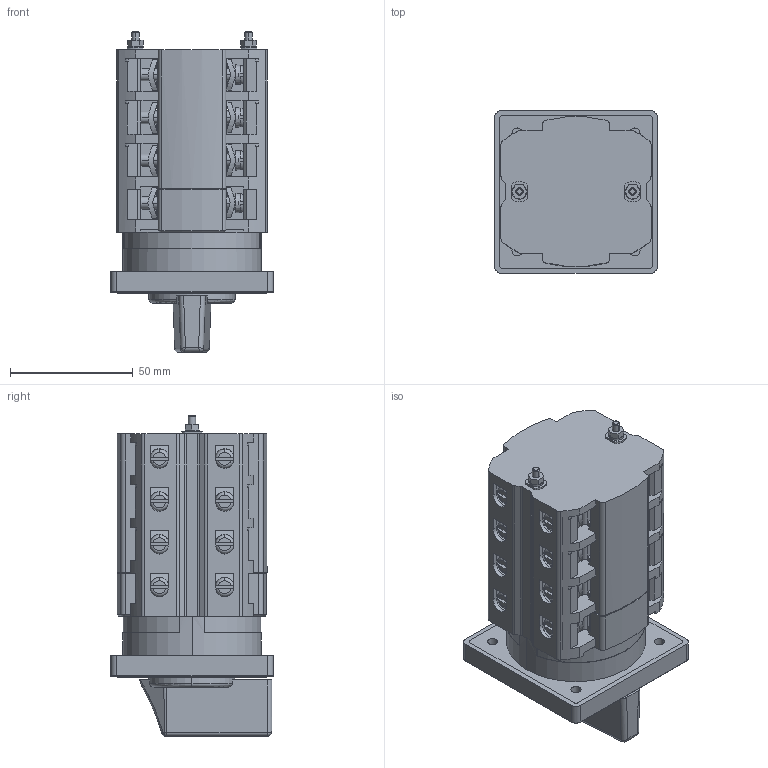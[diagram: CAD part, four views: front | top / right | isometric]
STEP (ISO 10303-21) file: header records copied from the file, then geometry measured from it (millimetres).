
FILE_DESCRIPTION((''),'2;1');
FILE_NAME('GHJ_ASM','2021-10-01T',('marketing.praksa'),('Audax d.o.o.'),'CREO PARAMETRIC BY PTC INC, 2017480','CREO PARAMETRIC BY PTC INC, 2017480','');
FILE_SCHEMA(('AUTOMOTIVE_DESIGN { 1 0 10303 214 1 1 1 1 }'));
Products named in the file (76): SCREW-X2_1_1_1_1_2_1_1_2; SCREW-X2_1_2_1_1_2_1_1_2; SCREW-X2_1_ASM_1_1_2_ASM_1_1_2_ASM; PRT9570_1_1_1_1_2_1_1_2; PRT9570_1_2_1_1_2_1_1_2; PRT9570_1_ASM_1_1_2_ASM_1_1_2_ASM; ELE-SCR_ASM_1_ASM_1_1_2_ASM_1_2_ASM; MEINA_1_1_1_1_2_1_1_2; MEINA_1_2_1_1_2_1_1_2; MEINA_1_ASM_1_1_2_ASM_1_1_2_ASM; PRT9571_1_1_1_1_2_1_1_2; PRT9571_1_2_1_1_2_1_1_2; PRT9571_1_ASM_1_1_2_ASM_1_1_2_ASM; COPPER-TOP_ASM_1_ASM_1_1_2_AS_2_ASM; COPPER-THING_1_1_1_1_2_1_1_2; COPPER-THING_1_2_1_1_2_1_1_2; COPPER-THING_1_ASM_1_1_2_ASM__2_ASM; PRT9572_1_1_1_1_2_1_1_2; PRT9572_1_2_1_1_2_1_1_2; PRT9572_1_ASM_1_1_2_ASM_1_1_2_ASM; COPPER-BOT_ASM_1_ASM_1_1_2_AS_2_ASM; BLACK-FRONT-SWITCH_1_1_1_1_1_2; WHITE-1_1_1_1_1_1_2; PRT9569_1_1_1_1_1_2; MID_1_1_1_1_1_2; SCREW-X2_1_1_1_1_1_1_2_3; SCREW-X2_1_2_1_1_1_1_2_3; SCREW-X2_1_ASM_1_1_ASM_1_1_2_ASM; PRT9570_1_1_1_1_1_1_2_3; PRT9570_1_2_1_1_1_1_2_3; PRT9570_1_ASM_1_1_ASM_1_1_2_ASM; ELE-SCR_ASM_1_ASM_1_1_ASM_1_1_2_ASM; MEINA_1_1_1_1_1_1_2_3; MEINA_1_2_1_1_1_1_2_3; MEINA_1_ASM_1_1_ASM_1_1_2_ASM; PRT9571_1_1_1_1_1_1_2_3; PRT9571_1_2_1_1_1_1_2_3; PRT9571_1_ASM_1_1_ASM_1_1_2_ASM; COPPER-TOP_ASM_1_ASM_1_1_ASM__2_ASM; COPPER-THING_1_1_1_1_1_1_2_3 ...
Assembly tree (78 placements, depth 4):
  GHJ_ASM
    ELE-SCR_ASM_1_ASM_1_1_2_ASM_1_2_ASM
      SCREW-X2_1_ASM_1_1_2_ASM_1_1_2_ASM
        SCREW-X2_1_1_1_1_2_1_1_2
        SCREW-X2_1_2_1_1_2_1_1_2
      PRT9570_1_ASM_1_1_2_ASM_1_1_2_ASM
        PRT9570_1_1_1_1_2_1_1_2
        PRT9570_1_2_1_1_2_1_1_2
    COPPER-TOP_ASM_1_ASM_1_1_2_AS_2_ASM
      MEINA_1_ASM_1_1_2_ASM_1_1_2_ASM
        MEINA_1_1_1_1_2_1_1_2
        MEINA_1_2_1_1_2_1_1_2
      PRT9571_1_ASM_1_1_2_ASM_1_1_2_ASM
        PRT9571_1_1_1_1_2_1_1_2
        PRT9571_1_2_1_1_2_1_1_2
    COPPER-BOT_ASM_1_ASM_1_1_2_AS_2_ASM
      COPPER-THING_1_ASM_1_1_2_ASM__2_ASM
        COPPER-THING_1_1_1_1_2_1_1_2
        COPPER-THING_1_2_1_1_2_1_1_2
      PRT9572_1_ASM_1_1_2_ASM_1_1_2_ASM
        PRT9572_1_1_1_1_2_1_1_2
        PRT9572_1_2_1_1_2_1_1_2
    BLACK-FRONT-SWITCH_1_1_1_1_1_2
    WHITE-1_1_1_1_1_1_2
    PRT9569_1_1_1_1_1_2
    MID_1_1_1_1_1_2
    ELE-SCR_ASM_1_ASM_1_1_ASM_1_1_2_ASM  x2
      SCREW-X2_1_ASM_1_1_ASM_1_1_2_ASM
        SCREW-X2_1_1_1_1_1_1_2_3
        SCREW-X2_1_2_1_1_1_1_2_3
      PRT9570_1_ASM_1_1_ASM_1_1_2_ASM
        PRT9570_1_1_1_1_1_1_2_3
        PRT9570_1_2_1_1_1_1_2_3
    COPPER-TOP_ASM_1_ASM_1_1_ASM__2_ASM  x2
      MEINA_1_ASM_1_1_ASM_1_1_2_ASM
        MEINA_1_1_1_1_1_1_2_3
        MEINA_1_2_1_1_1_1_2_3
      PRT9571_1_ASM_1_1_ASM_1_1_2_ASM
        PRT9571_1_1_1_1_1_1_2_3
        PRT9571_1_2_1_1_1_1_2_3
    COPPER-BOT_ASM_1_ASM_1_1_ASM__2_ASM  x2
      COPPER-THING_1_ASM_1_1_ASM_1__2_ASM
        COPPER-THING_1_1_1_1_1_1_2_3
        COPPER-THING_1_2_1_1_1_1_2_3
      PRT9572_1_ASM_1_1_ASM_1_1_2_ASM
        PRT9572_1_1_1_1_1_1_2_3
        PRT9572_1_2_1_1_1_1_2_3
    PRT9573_1_ASM_1_1_ASM_1_1_2_ASM
      PRT9573_1_1_1_1_1_1_2
      PRT9573_1_2_1_1_1_1_2
      PRT9573_1_3_1_1_1_1_2
    PS_40_TWO_BLOCKS_1_1_1_1_1_1__3
    BOT-SCRE2X_1_ASM_1_1_2_3_ASM__1_ASM
      BOT-SCRE2X_1_1_1_1_2_3_1_1
      BOT-SCRE2X_1_2_1_1_2_3_1_1
    ELE-SCR_ASM_1_ASM_1_1_2_3_ASM_2_ASM
      SCREW-X2_1_ASM_1_1_2_3_ASM_1_1_ASM
        SCREW-X2_1_1_1_1_2_3_1_1
        SCREW-X2_1_2_1_1_2_3_1_1
      PRT9570_1_ASM_1_1_2_3_ASM_1_1_ASM
Bounding box: 66.2 x 66.2 x 130.69 mm (x, y, z)
Volume: 221260.1 mm3; surface area: 116608.9 mm2
Topology: 58 solids, 58 shells, 2951 faces, 8320 edges, 5475 vertices
Faces by surface type: plane 2090, cylinder 617, torus 99, cone 81, bspline 44, extrusion 16, sphere 4
Entity records: 133688 total; most frequent: CARTESIAN_POINT 20669, ORIENTED_EDGE 15482, DIRECTION 14560, PRESENTATION_STYLE_ASSIGNMENT 9624, STYLED_ITEM 9624, CURVE_STYLE 7757, EDGE_CURVE 7741, VECTOR 5886
